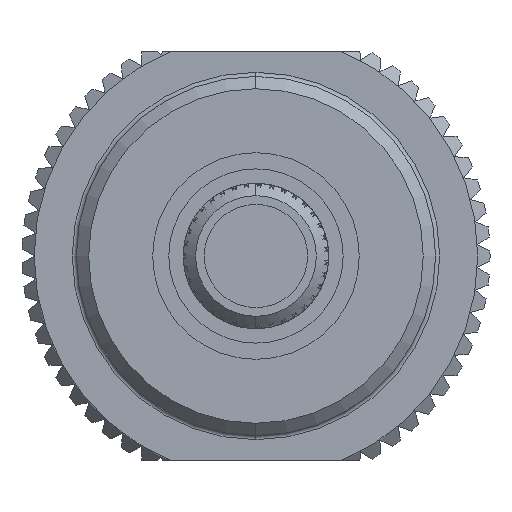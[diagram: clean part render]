
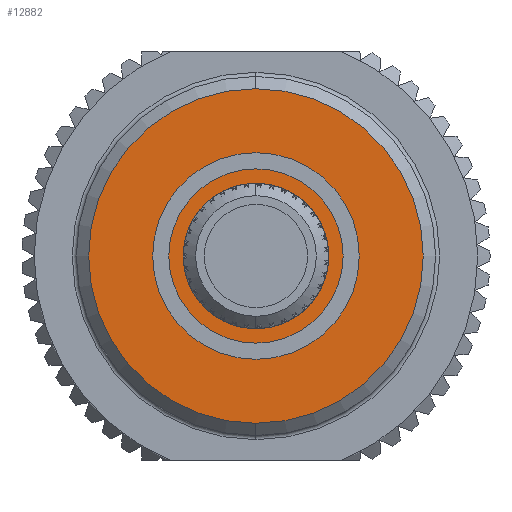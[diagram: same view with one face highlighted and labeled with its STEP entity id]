
A CAD part, left-side view. The second image highlights one B-rep face of the part: STEP entity #12882.
In plain terms, the highlighted planar face has unit normal (-1, 0, 0).
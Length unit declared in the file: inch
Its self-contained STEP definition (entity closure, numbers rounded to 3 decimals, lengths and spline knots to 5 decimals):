
#2511 = AXIS2_PLACEMENT_3D ( 'NONE', #9701, #42030, #50906 ) ;
#2674 = CARTESIAN_POINT ( 'NONE',  ( 1.18354, 0., -0.204 ) ) ;
#5328 = CIRCLE ( 'NONE', #15214, 0.204 ) ;
#6027 = CARTESIAN_POINT ( 'NONE',  ( 1.18354, 0., 0.08858 ) ) ;
#6259 = CARTESIAN_POINT ( 'NONE',  ( 1.18354, 0., 0. ) ) ;
#8925 = EDGE_CURVE ( 'NONE', #11952, #53668, #13321, .T. ) ;
#9344 = EDGE_CURVE ( 'NONE', #58427, #10345, #5328, .T. ) ;
#9701 = CARTESIAN_POINT ( 'NONE',  ( 1.18354, 0.189, 0. ) ) ;
#10345 = VERTEX_POINT ( 'NONE', #2674 ) ;
#11952 = VERTEX_POINT ( 'NONE', #6027 ) ;
#12882 = ADVANCED_FACE ( 'NONE', ( #45568, #56425 ), #50492, .T. ) ;
#13047 = ORIENTED_EDGE ( 'NONE', *, *, #9344, .T. ) ;
#13272 = AXIS2_PLACEMENT_3D ( 'NONE', #20897, #53588, #35226 ) ;
#13321 = CIRCLE ( 'NONE', #13272, 0.08858 ) ;
#13368 = AXIS2_PLACEMENT_3D ( 'NONE', #6259, #37984, #19219 ) ;
#13594 = CARTESIAN_POINT ( 'NONE',  ( 1.18354, 0., 0. ) ) ;
#15214 = AXIS2_PLACEMENT_3D ( 'NONE', #23771, #24566, #28643 ) ;
#17244 = ORIENTED_EDGE ( 'NONE', *, *, #8925, .F. ) ;
#19219 = DIRECTION ( 'NONE',  ( 0., 0., 1. ) ) ;
#20897 = CARTESIAN_POINT ( 'NONE',  ( 1.18354, 0., 0. ) ) ;
#22313 = EDGE_LOOP ( 'NONE', ( #51376, #13047 ) ) ;
#23771 = CARTESIAN_POINT ( 'NONE',  ( 1.18354, 0., 0. ) ) ;
#24468 = EDGE_CURVE ( 'NONE', #53668, #11952, #24537, .T. ) ;
#24537 = CIRCLE ( 'NONE', #13368, 0.08858 ) ;
#24566 = DIRECTION ( 'NONE',  ( -1., 0., 0. ) ) ;
#25273 = AXIS2_PLACEMENT_3D ( 'NONE', #13594, #27932, #45914 ) ;
#26061 = CARTESIAN_POINT ( 'NONE',  ( 1.18354, 0., -0.08858 ) ) ;
#27932 = DIRECTION ( 'NONE',  ( -1., 0., 0. ) ) ;
#28643 = DIRECTION ( 'NONE',  ( 0., 0., 1. ) ) ;
#29036 = EDGE_LOOP ( 'NONE', ( #51176, #17244 ) ) ;
#32104 = CIRCLE ( 'NONE', #25273, 0.204 ) ;
#35226 = DIRECTION ( 'NONE',  ( 0., 0., 1. ) ) ;
#37984 = DIRECTION ( 'NONE',  ( -1., 0., 0. ) ) ;
#39160 = EDGE_CURVE ( 'NONE', #10345, #58427, #32104, .T. ) ;
#42030 = DIRECTION ( 'NONE',  ( -1., 0., 0. ) ) ;
#45568 = FACE_OUTER_BOUND ( 'NONE', #22313, .T. ) ;
#45914 = DIRECTION ( 'NONE',  ( 0., 0., 1. ) ) ;
#50492 = PLANE ( 'NONE',  #2511 ) ;
#50906 = DIRECTION ( 'NONE',  ( 0., 0., 1. ) ) ;
#51176 = ORIENTED_EDGE ( 'NONE', *, *, #24468, .F. ) ;
#51376 = ORIENTED_EDGE ( 'NONE', *, *, #39160, .T. ) ;
#52572 = CARTESIAN_POINT ( 'NONE',  ( 1.18354, 0., 0.204 ) ) ;
#53588 = DIRECTION ( 'NONE',  ( -1., 0., 0. ) ) ;
#53668 = VERTEX_POINT ( 'NONE', #26061 ) ;
#56425 = FACE_BOUND ( 'NONE', #29036, .T. ) ;
#58427 = VERTEX_POINT ( 'NONE', #52572 ) ;
